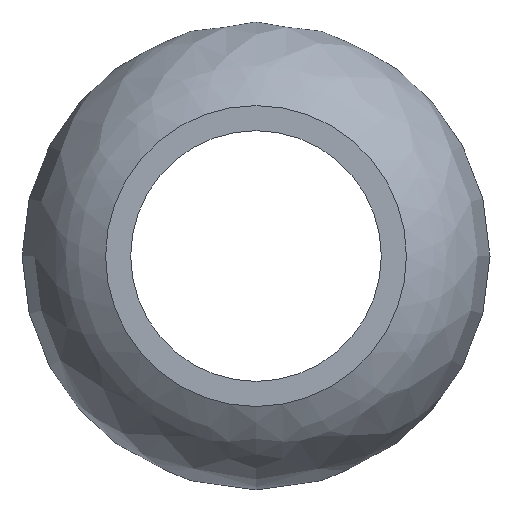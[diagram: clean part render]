
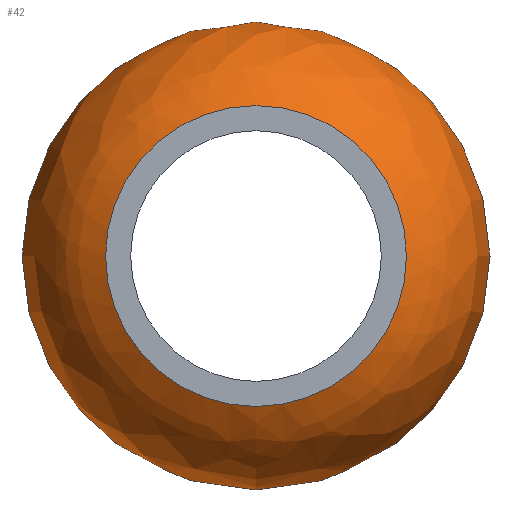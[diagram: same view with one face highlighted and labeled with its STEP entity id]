
A CAD part, left-side view. The second image highlights one B-rep face of the part: STEP entity #42.
In plain terms, the highlighted free-form (B-spline) face has degree [3, 3] with [4, 7] control points.
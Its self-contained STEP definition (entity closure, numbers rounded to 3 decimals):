
#42 = ADVANCED_FACE( '', ( #85, #86 ), #87, .T. );
#85 = FACE_OUTER_BOUND( '', #124, .T. );
#86 = FACE_OUTER_BOUND( '', #125, .T. );
#87 = ( BOUNDED_SURFACE(  )B_SPLINE_SURFACE( 3, 3, ( ( #128, #129, #130, #131, #132, #133, #134 ), ( #135, #136, #137, #138, #139, #140, #141 ), ( #142, #143, #144, #145, #146, #147, #148 ), ( #149, #150, #151, #152, #153, #154, #155 ) ), .UNSPECIFIED., .F., .T., .F. )B_SPLINE_SURFACE_WITH_KNOTS( ( 4, 4 ), ( 4, 3, 4 ), ( 0., 6.283 ), ( -1.117, 0., 1.117 ), .UNSPECIFIED. )GEOMETRIC_REPRESENTATION_ITEM(  )RATIONAL_B_SPLINE_SURFACE( ( ( 1., 0.333, 0.333, 1., 0.333, 0.333, 1. ), ( 0.625, 0.208, 0.208, 0.625, 0.208, 0.208, 0.625 ), ( 0.625, 0.208, 0.208, 0.625, 0.208, 0.208, 0.625 ), ( 1., 0.333, 0.333, 1., 0.333, 0.333, 1. ) ) )REPRESENTATION_ITEM( '' )SURFACE(  ) );
#124 = EDGE_LOOP( '', ( #235 ) );
#125 = EDGE_LOOP( '', ( #236 ) );
#128 = CARTESIAN_POINT( '', ( 25., 0., -9. ) );
#129 = CARTESIAN_POINT( '', ( 25., 18., -9. ) );
#130 = CARTESIAN_POINT( '', ( 25., 18., 9. ) );
#131 = CARTESIAN_POINT( '', ( 25., 0., 9. ) );
#132 = CARTESIAN_POINT( '', ( 25., -18., 9. ) );
#133 = CARTESIAN_POINT( '', ( 25., -18., -9. ) );
#134 = CARTESIAN_POINT( '', ( 25., 0., -9. ) );
#135 = CARTESIAN_POINT( '', ( 21.263, 0., -16.665 ) );
#136 = CARTESIAN_POINT( '', ( 21.263, 33.329, -16.665 ) );
#137 = CARTESIAN_POINT( '', ( 21.263, 33.329, 16.665 ) );
#138 = CARTESIAN_POINT( '', ( 21.263, 0., 16.665 ) );
#139 = CARTESIAN_POINT( '', ( 21.263, -33.329, 16.665 ) );
#140 = CARTESIAN_POINT( '', ( 21.263, -33.329, -16.665 ) );
#141 = CARTESIAN_POINT( '', ( 21.263, 0., -16.665 ) );
#142 = CARTESIAN_POINT( '', ( 12.737, 0., -16.665 ) );
#143 = CARTESIAN_POINT( '', ( 12.737, 33.329, -16.665 ) );
#144 = CARTESIAN_POINT( '', ( 12.737, 33.329, 16.665 ) );
#145 = CARTESIAN_POINT( '', ( 12.737, 0., 16.665 ) );
#146 = CARTESIAN_POINT( '', ( 12.737, -33.329, 16.665 ) );
#147 = CARTESIAN_POINT( '', ( 12.737, -33.329, -16.665 ) );
#148 = CARTESIAN_POINT( '', ( 12.737, 0., -16.665 ) );
#149 = CARTESIAN_POINT( '', ( 9., 0., -9. ) );
#150 = CARTESIAN_POINT( '', ( 9., 18., -9. ) );
#151 = CARTESIAN_POINT( '', ( 9., 18., 9. ) );
#152 = CARTESIAN_POINT( '', ( 9., 0., 9. ) );
#153 = CARTESIAN_POINT( '', ( 9., -18., 9. ) );
#154 = CARTESIAN_POINT( '', ( 9., -18., -9. ) );
#155 = CARTESIAN_POINT( '', ( 9., 0., -9. ) );
#235 = ORIENTED_EDGE( '', *, *, #258, .T. );
#236 = ORIENTED_EDGE( '', *, *, #255, .F. );
#255 = EDGE_CURVE( '', #276, #276, #277, .T. );
#258 = EDGE_CURVE( '', #281, #281, #282, .T. );
#276 = VERTEX_POINT( '', #300 );
#277 = CIRCLE( '', #301, 9. );
#281 = VERTEX_POINT( '', #305 );
#282 = CIRCLE( '', #306, 9. );
#300 = CARTESIAN_POINT( '', ( 25., 0., -9. ) );
#301 = AXIS2_PLACEMENT_3D( '', #325, #326, #327 );
#305 = CARTESIAN_POINT( '', ( 9., 0., -9. ) );
#306 = AXIS2_PLACEMENT_3D( '', #331, #332, #333 );
#325 = CARTESIAN_POINT( '', ( 25., 0., 0. ) );
#326 = DIRECTION( '', ( 1., 0., 0. ) );
#327 = DIRECTION( '', ( 0., 0., -1. ) );
#331 = CARTESIAN_POINT( '', ( 9., 0., 0. ) );
#332 = DIRECTION( '', ( 1., 0., 0. ) );
#333 = DIRECTION( '', ( 0., 0., -1. ) );
